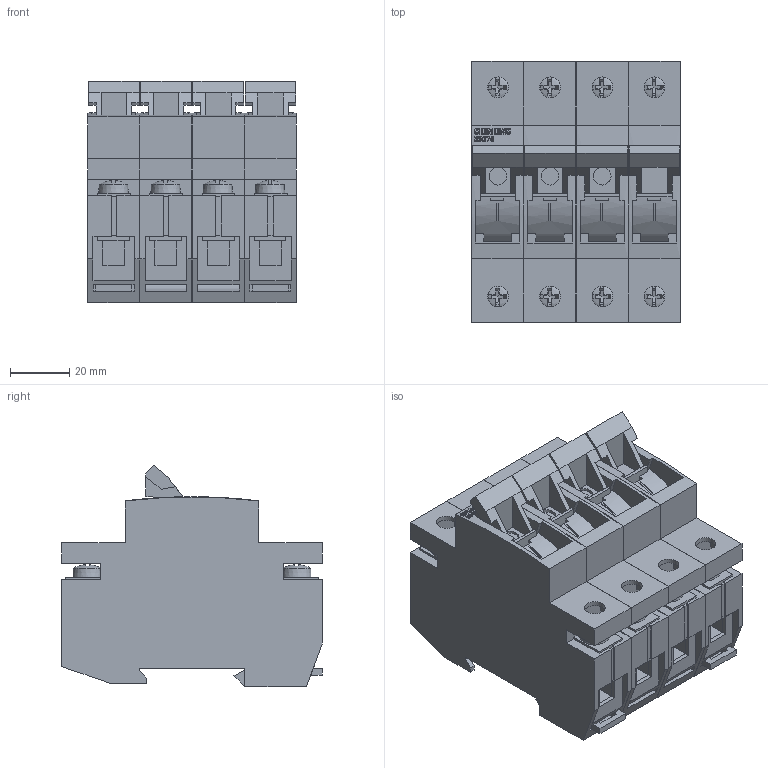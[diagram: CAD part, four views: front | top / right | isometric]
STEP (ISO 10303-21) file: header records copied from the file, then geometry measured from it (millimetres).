
FILE_DESCRIPTION(/* description */ (''),/* implementation_level */ '2;1');
FILE_NAME(/* name */ '5SG7661-0KK16_3D_v.stp',/* time_stamp */ '2024-09-18T09:38:49+02:00',/* author */ (''),/* organization */ (''),/* preprocessor_version */ 'ST-DEVELOPER v18.101',/* originating_system */ 'SIEMENS PLM Software NX 2007',/* authorisation */ '');
FILE_SCHEMA (('AUTOMOTIVE_DESIGN { 1 0 10303 214 3 1 1 1 }'));
Length unit declared in the file: millimetre
Products named in the file (1): 5SG7661-0KK16_3D_v
Bounding box: 70.4 x 88 x 74.88 mm (x, y, z)
Volume: 284084.2 mm3; surface area: 78938.9 mm2
Topology: 4 solids, 7 shells, 1011 faces, 2855 edges, 1864 vertices
Faces by surface type: plane 925, cylinder 43, extrusion 19, sphere 16, cone 8
Full cylindrical faces by diameter (mm): 6 x3, 7 x8
Entity records: 39537 total; most frequent: CARTESIAN_POINT 6928, ORIENTED_EDGE 5668, DIRECTION 5098, EDGE_CURVE 2834, VECTOR 2438, LINE 2419, VERTEX_POINT 1854, AXIS2_PLACEMENT_3D 1330
